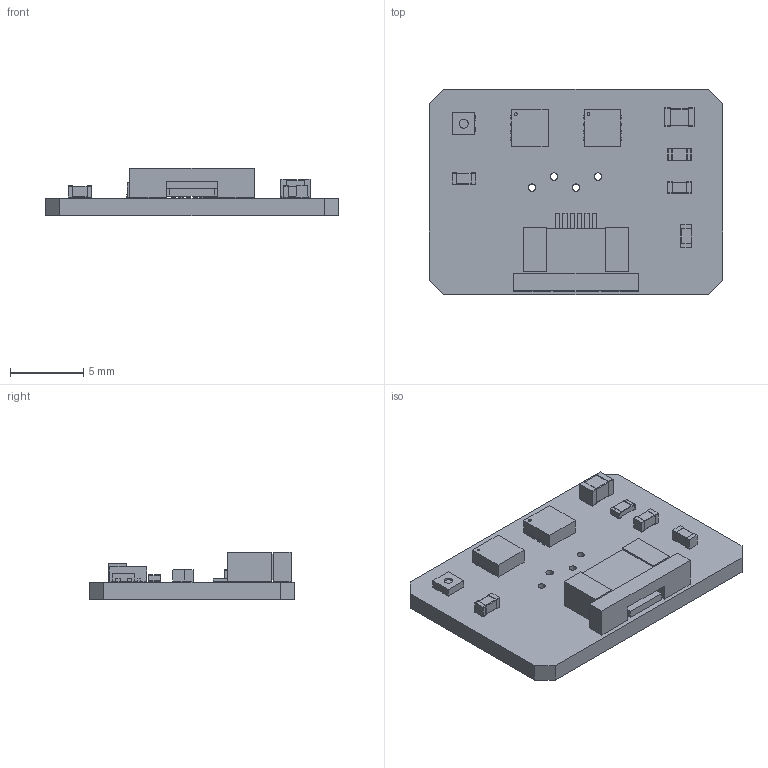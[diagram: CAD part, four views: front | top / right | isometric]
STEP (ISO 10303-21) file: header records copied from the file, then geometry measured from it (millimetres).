
FILE_DESCRIPTION(('KiCad electronic assembly'),'2;1');
FILE_NAME('pcb_sensor-sht40.step','2022-03-14T21:23:24',('An Author'),( 'A Company'),'Open CASCADE STEP processor 7.5', 'KiCad to STEP converter','Unknown');
FILE_SCHEMA(('AUTOMOTIVE_DESIGN { 1 0 10303 214 1 1 1 1 }'));
Length unit declared in the file: millimetre
Products named in the file (14): Open CASCADE STEP translator 7.5 1; DFN-4_1.5x1.5mm_P0.8mm; SOLID; DFN-8-1EP_2.5x2.5mm_P0.5mm_EP1.1x1.8mm; R_0603_1608Metric; FPC_Taiwan-1x6-LowerContact_P0.50mm_Horizontal; C_0603_1608Metric; C_0805_2012Metric; COMPOUND
Assembly tree (16 placements, depth 3):
  Open CASCADE STEP translator 7.5 1
    DFN-4_1.5x1.5mm_P0.8mm
      SOLID
    DFN-8-1EP_2.5x2.5mm_P0.5mm_EP1.1x1.8mm  x2
      SOLID
    R_0603_1608Metric
      SOLID
    FPC_Taiwan-1x6-LowerContact_P0.50mm_Horizontal
      SOLID
    C_0603_1608Metric  x3
      SOLID
    C_0805_2012Metric
      SOLID
    COMPOUND
Bounding box: 20 x 14 x 3.25 mm (x, y, z)
Volume: 409.1 mm3; surface area: 882.1 mm2
Topology: 10 solids, 10 shells, 337 faces, 910 edges, 604 vertices
Faces by surface type: plane 274, cylinder 63
Full cylindrical faces by diameter (mm): 0.2 x2, 0.5 x4, 0.6 x1
Entity records: 17292 total; most frequent: CARTESIAN_POINT 2856, DIRECTION 2523, LINE 1812, VECTOR 1812, ORIENTED_EDGE 1310, PCURVE 1310, DEFINITIONAL_REPRESENTATION 1310, EDGE_CURVE 655
